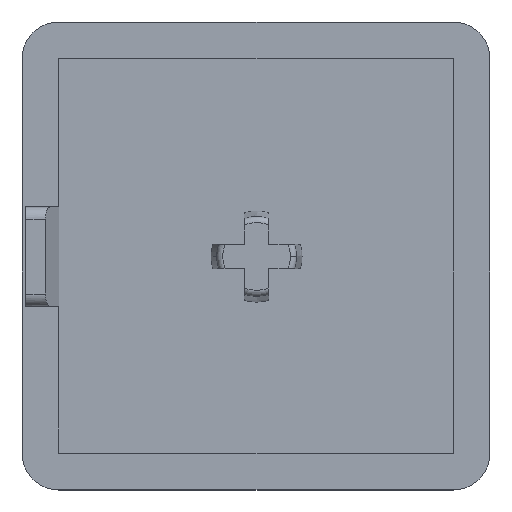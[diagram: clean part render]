
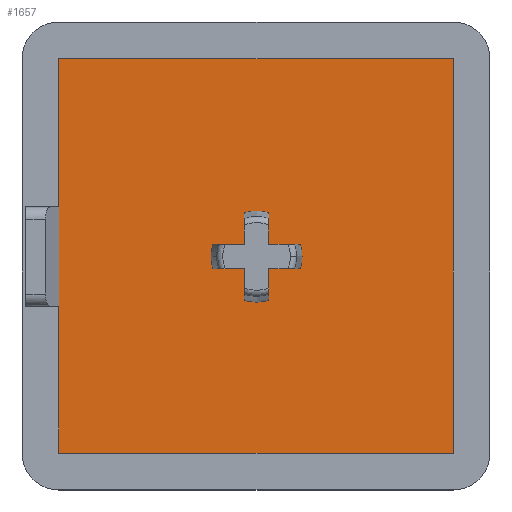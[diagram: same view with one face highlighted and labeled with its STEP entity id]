
A CAD part, top view. The second image highlights one B-rep face of the part: STEP entity #1657.
In plain terms, the highlighted planar face has unit normal (0, 0, 1).
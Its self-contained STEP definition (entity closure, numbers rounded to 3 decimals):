
#1 = DIRECTION ( 'NONE',  ( 0., 0., 1. ) ) ;
#17 = VERTEX_POINT ( 'NONE', #1172 ) ;
#25 = DIRECTION ( 'NONE',  ( 0., 0., 1. ) ) ;
#33 = EDGE_CURVE ( 'NONE', #60, #693, #1723, .T. ) ;
#53 = EDGE_CURVE ( 'NONE', #1313, #60, #1318, .T. ) ;
#57 = DIRECTION ( 'NONE',  ( 0., 1., 0. ) ) ;
#60 = VERTEX_POINT ( 'NONE', #1732 ) ;
#82 = CARTESIAN_POINT ( 'NONE',  ( 1., -1., 3. ) ) ;
#128 = CIRCLE ( 'NONE', #1031, 3.7 ) ;
#156 = DIRECTION ( 'NONE',  ( 1., 0., 0. ) ) ;
#173 = ORIENTED_EDGE ( 'NONE', *, *, #1393, .F. ) ;
#196 = EDGE_LOOP ( 'NONE', ( #377, #463, #842, #1506 ) ) ;
#209 = DIRECTION ( 'NONE',  ( 0., -1., 0. ) ) ;
#212 = ORIENTED_EDGE ( 'NONE', *, *, #499, .F. ) ;
#214 = VERTEX_POINT ( 'NONE', #1665 ) ;
#231 = CARTESIAN_POINT ( 'NONE',  ( -1., 1., 3. ) ) ;
#246 = ORIENTED_EDGE ( 'NONE', *, *, #1077, .F. ) ;
#253 = VECTOR ( 'NONE', #57, 1000. ) ;
#302 = VERTEX_POINT ( 'NONE', #838 ) ;
#313 = EDGE_CURVE ( 'NONE', #481, #805, #1408, .T. ) ;
#350 = AXIS2_PLACEMENT_3D ( 'NONE', #1489, #1392, #156 ) ;
#363 = CARTESIAN_POINT ( 'NONE',  ( 0., 0., 3. ) ) ;
#368 = LINE ( 'NONE', #912, #1385 ) ;
#375 = VECTOR ( 'NONE', #1444, 1000. ) ;
#377 = ORIENTED_EDGE ( 'NONE', *, *, #682, .T. ) ;
#384 = DIRECTION ( 'NONE',  ( 1., 0., 0. ) ) ;
#390 = CARTESIAN_POINT ( 'NONE',  ( 1., -3.562, 3. ) ) ;
#417 = CARTESIAN_POINT ( 'NONE',  ( -16.1, 16.1, 3. ) ) ;
#419 = EDGE_CURVE ( 'NONE', #1655, #1553, #1155, .T. ) ;
#423 = ORIENTED_EDGE ( 'NONE', *, *, #1067, .F. ) ;
#434 = VECTOR ( 'NONE', #1368, 1000. ) ;
#435 = VECTOR ( 'NONE', #1005, 1000. ) ;
#463 = ORIENTED_EDGE ( 'NONE', *, *, #53, .T. ) ;
#465 = CIRCLE ( 'NONE', #350, 3.7 ) ;
#481 = VERTEX_POINT ( 'NONE', #678 ) ;
#486 = ORIENTED_EDGE ( 'NONE', *, *, #313, .F. ) ;
#499 = EDGE_CURVE ( 'NONE', #913, #1398, #1063, .T. ) ;
#506 = CARTESIAN_POINT ( 'NONE',  ( -16.1, 16.1, 3. ) ) ;
#519 = LINE ( 'NONE', #547, #686 ) ;
#521 = EDGE_CURVE ( 'NONE', #1365, #481, #519, .T. ) ;
#542 = CARTESIAN_POINT ( 'NONE',  ( -3.562, -1., 3. ) ) ;
#547 = CARTESIAN_POINT ( 'NONE',  ( -3.562, -1., 3. ) ) ;
#578 = DIRECTION ( 'NONE',  ( 0., 0., 1. ) ) ;
#582 = AXIS2_PLACEMENT_3D ( 'NONE', #1537, #825, #1350 ) ;
#586 = CIRCLE ( 'NONE', #1414, 3.7 ) ;
#603 = ORIENTED_EDGE ( 'NONE', *, *, #788, .F. ) ;
#627 = CARTESIAN_POINT ( 'NONE',  ( 1., -1., 3. ) ) ;
#641 = EDGE_CURVE ( 'NONE', #693, #881, #1102, .T. ) ;
#663 = CARTESIAN_POINT ( 'NONE',  ( -16.1, -16., 3. ) ) ;
#677 = FACE_BOUND ( 'NONE', #702, .T. ) ;
#678 = CARTESIAN_POINT ( 'NONE',  ( -1., -1., 3. ) ) ;
#682 = EDGE_CURVE ( 'NONE', #881, #1313, #697, .T. ) ;
#686 = VECTOR ( 'NONE', #1578, 1000. ) ;
#688 = AXIS2_PLACEMENT_3D ( 'NONE', #1343, #1, #1465 ) ;
#693 = VERTEX_POINT ( 'NONE', #1239 ) ;
#697 = LINE ( 'NONE', #417, #434 ) ;
#702 = EDGE_LOOP ( 'NONE', ( #1605, #246, #1272, #870, #1236, #486, #732, #734, #173, #212, #603, #1060, #423 ) ) ;
#732 = ORIENTED_EDGE ( 'NONE', *, *, #521, .F. ) ;
#734 = ORIENTED_EDGE ( 'NONE', *, *, #1096, .F. ) ;
#788 = EDGE_CURVE ( 'NONE', #1253, #913, #1137, .T. ) ;
#805 = VERTEX_POINT ( 'NONE', #1027 ) ;
#825 = DIRECTION ( 'NONE',  ( 0., 0., 1. ) ) ;
#838 = CARTESIAN_POINT ( 'NONE',  ( 3.562, -1., 3. ) ) ;
#842 = ORIENTED_EDGE ( 'NONE', *, *, #33, .T. ) ;
#853 = VECTOR ( 'NONE', #1601, 1000. ) ;
#870 = ORIENTED_EDGE ( 'NONE', *, *, #419, .F. ) ;
#873 = LINE ( 'NONE', #960, #435 ) ;
#881 = VERTEX_POINT ( 'NONE', #506 ) ;
#912 = CARTESIAN_POINT ( 'NONE',  ( 1., -1., 3. ) ) ;
#913 = VERTEX_POINT ( 'NONE', #231 ) ;
#916 = LINE ( 'NONE', #1322, #375 ) ;
#923 = EDGE_CURVE ( 'NONE', #17, #1253, #1667, .T. ) ;
#952 = VECTOR ( 'NONE', #1140, 1000. ) ;
#957 = EDGE_CURVE ( 'NONE', #214, #1341, #916, .T. ) ;
#960 = CARTESIAN_POINT ( 'NONE',  ( 1., 3.562, 3. ) ) ;
#975 = CIRCLE ( 'NONE', #582, 3.7 ) ;
#983 = CARTESIAN_POINT ( 'NONE',  ( 0., 0., 3. ) ) ;
#1005 = DIRECTION ( 'NONE',  ( 0., 1., 0. ) ) ;
#1027 = CARTESIAN_POINT ( 'NONE',  ( -1., -3.562, 3. ) ) ;
#1031 = AXIS2_PLACEMENT_3D ( 'NONE', #1331, #578, #1241 ) ;
#1043 = CARTESIAN_POINT ( 'NONE',  ( -3.562, 1., 3. ) ) ;
#1060 = ORIENTED_EDGE ( 'NONE', *, *, #923, .F. ) ;
#1063 = LINE ( 'NONE', #1043, #853 ) ;
#1067 = EDGE_CURVE ( 'NONE', #1341, #17, #873, .T. ) ;
#1070 = FACE_OUTER_BOUND ( 'NONE', #196, .T. ) ;
#1077 = EDGE_CURVE ( 'NONE', #302, #214, #465, .T. ) ;
#1096 = EDGE_CURVE ( 'NONE', #1555, #1365, #975, .T. ) ;
#1097 = CARTESIAN_POINT ( 'NONE',  ( -3.562, 1., 3. ) ) ;
#1102 = LINE ( 'NONE', #1352, #1233 ) ;
#1126 = DIRECTION ( 'NONE',  ( 0., -1., 0. ) ) ;
#1137 = LINE ( 'NONE', #1681, #1679 ) ;
#1140 = DIRECTION ( 'NONE',  ( 0., 1., 0. ) ) ;
#1142 = VECTOR ( 'NONE', #209, 1000. ) ;
#1155 = LINE ( 'NONE', #627, #253 ) ;
#1172 = CARTESIAN_POINT ( 'NONE',  ( 1., 3.562, 3. ) ) ;
#1207 = PLANE ( 'NONE',  #688 ) ;
#1233 = VECTOR ( 'NONE', #1658, 1000. ) ;
#1236 = ORIENTED_EDGE ( 'NONE', *, *, #1454, .F. ) ;
#1239 = CARTESIAN_POINT ( 'NONE',  ( 16., 16.1, 3. ) ) ;
#1241 = DIRECTION ( 'NONE',  ( 1., 0., 0. ) ) ;
#1253 = VERTEX_POINT ( 'NONE', #1572 ) ;
#1272 = ORIENTED_EDGE ( 'NONE', *, *, #1284, .F. ) ;
#1284 = EDGE_CURVE ( 'NONE', #1553, #302, #368, .T. ) ;
#1299 = CARTESIAN_POINT ( 'NONE',  ( -3.7, 0., 3. ) ) ;
#1313 = VERTEX_POINT ( 'NONE', #1750 ) ;
#1318 = LINE ( 'NONE', #663, #1449 ) ;
#1322 = CARTESIAN_POINT ( 'NONE',  ( 1., 1., 3. ) ) ;
#1331 = CARTESIAN_POINT ( 'NONE',  ( 0., 0., 3. ) ) ;
#1341 = VERTEX_POINT ( 'NONE', #1460 ) ;
#1343 = CARTESIAN_POINT ( 'NONE',  ( -16.1, -16., 3. ) ) ;
#1350 = DIRECTION ( 'NONE',  ( 1., 0., 0. ) ) ;
#1352 = CARTESIAN_POINT ( 'NONE',  ( -16.1, 16.1, 3. ) ) ;
#1365 = VERTEX_POINT ( 'NONE', #542 ) ;
#1368 = DIRECTION ( 'NONE',  ( 0., -1., 0. ) ) ;
#1385 = VECTOR ( 'NONE', #1717, 1000. ) ;
#1392 = DIRECTION ( 'NONE',  ( 0., 0., 1. ) ) ;
#1393 = EDGE_CURVE ( 'NONE', #1398, #1555, #128, .T. ) ;
#1398 = VERTEX_POINT ( 'NONE', #1097 ) ;
#1408 = LINE ( 'NONE', #1535, #1142 ) ;
#1414 = AXIS2_PLACEMENT_3D ( 'NONE', #983, #25, #1521 ) ;
#1444 = DIRECTION ( 'NONE',  ( -1., 0., 0. ) ) ;
#1449 = VECTOR ( 'NONE', #384, 1000. ) ;
#1454 = EDGE_CURVE ( 'NONE', #805, #1655, #586, .T. ) ;
#1460 = CARTESIAN_POINT ( 'NONE',  ( 1., 1., 3. ) ) ;
#1465 = DIRECTION ( 'NONE',  ( 1., 0., 0. ) ) ;
#1489 = CARTESIAN_POINT ( 'NONE',  ( 0., 0., 3. ) ) ;
#1506 = ORIENTED_EDGE ( 'NONE', *, *, #641, .T. ) ;
#1509 = AXIS2_PLACEMENT_3D ( 'NONE', #363, #1576, #1606 ) ;
#1521 = DIRECTION ( 'NONE',  ( 1., 0., 0. ) ) ;
#1535 = CARTESIAN_POINT ( 'NONE',  ( -1., -1., 3. ) ) ;
#1536 = CARTESIAN_POINT ( 'NONE',  ( 16., 16.1, 3. ) ) ;
#1537 = CARTESIAN_POINT ( 'NONE',  ( 0., 0., 3. ) ) ;
#1553 = VERTEX_POINT ( 'NONE', #82 ) ;
#1555 = VERTEX_POINT ( 'NONE', #1299 ) ;
#1572 = CARTESIAN_POINT ( 'NONE',  ( -1., 3.562, 3. ) ) ;
#1576 = DIRECTION ( 'NONE',  ( 0., 0., 1. ) ) ;
#1578 = DIRECTION ( 'NONE',  ( 1., 0., 0. ) ) ;
#1601 = DIRECTION ( 'NONE',  ( -1., 0., 0. ) ) ;
#1605 = ORIENTED_EDGE ( 'NONE', *, *, #957, .F. ) ;
#1606 = DIRECTION ( 'NONE',  ( 1., 0., 0. ) ) ;
#1655 = VERTEX_POINT ( 'NONE', #390 ) ;
#1657 = ADVANCED_FACE ( 'NONE', ( #677, #1070 ), #1207, .T. ) ;
#1658 = DIRECTION ( 'NONE',  ( -1., 0., 0. ) ) ;
#1665 = CARTESIAN_POINT ( 'NONE',  ( 3.562, 1., 3. ) ) ;
#1667 = CIRCLE ( 'NONE', #1509, 3.7 ) ;
#1679 = VECTOR ( 'NONE', #1126, 1000. ) ;
#1681 = CARTESIAN_POINT ( 'NONE',  ( -1., 3.562, 3. ) ) ;
#1717 = DIRECTION ( 'NONE',  ( 1., 0., 0. ) ) ;
#1723 = LINE ( 'NONE', #1536, #952 ) ;
#1732 = CARTESIAN_POINT ( 'NONE',  ( 16., -16., 3. ) ) ;
#1750 = CARTESIAN_POINT ( 'NONE',  ( -16.1, -16., 3. ) ) ;
